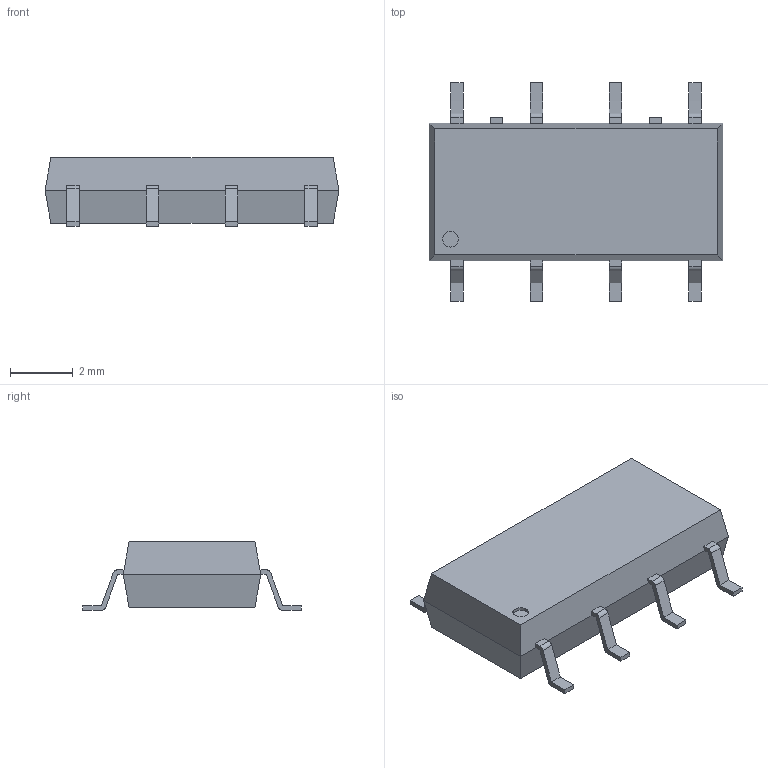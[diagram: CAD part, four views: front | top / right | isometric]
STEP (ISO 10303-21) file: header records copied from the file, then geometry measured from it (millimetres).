
FILE_DESCRIPTION(('FreeCAD Model'),'2;1');
FILE_NAME('Open CASCADE Shape Model','2024-10-13T13:06:57',('Author'),( ''),'Open CASCADE STEP processor 7.6','FreeCAD','Unknown');
FILE_SCHEMA(('AUTOMOTIVE_DESIGN { 1 0 10303 214 1 1 1 1 }'));
Length unit declared in the file: millimetre
Products named in the file (12): 2.54SOP019; 2.54SOP8; 2.54SOP009; 2.54SOP010; 2.54SOP011; 2.54SOP012; 2.54SOP013; 2.54SOP014; 2.54SOP015; 2.54SOP016; 2.54SOP017; 2.54SOP018
Assembly tree (11 placements, depth 2):
  2.54SOP019
    2.54SOP8
    2.54SOP009
    2.54SOP010
    2.54SOP011
    2.54SOP012
    2.54SOP013
    2.54SOP014
    2.54SOP015
    2.54SOP016
    2.54SOP017
    2.54SOP018
Bounding box: 9.4 x 7 x 2.2 mm (x, y, z)
Volume: 82.6 mm3; surface area: 150.2 mm2
Topology: 11 solids, 11 shells, 121 faces, 290 edges, 192 vertices
Faces by surface type: plane 103, cylinder 18
Entity records: 3770 total; most frequent: CARTESIAN_POINT 615, DIRECTION 592, ORIENTED_EDGE 580, EDGE_CURVE 290, LINE 254, VECTOR 254, VERTEX_POINT 192, AXIS2_PLACEMENT_3D 169
